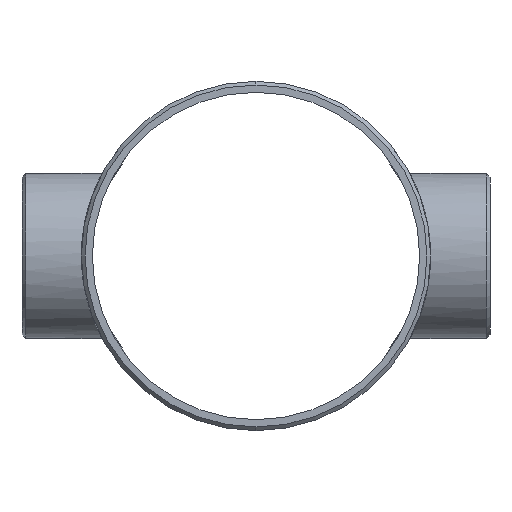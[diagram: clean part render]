
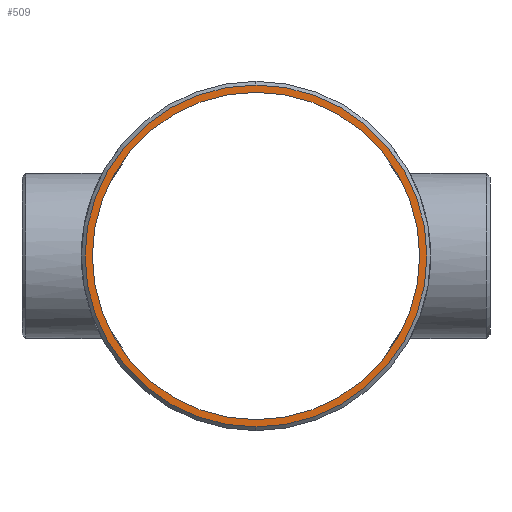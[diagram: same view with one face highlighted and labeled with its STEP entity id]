
A CAD part, left-side view. The second image highlights one B-rep face of the part: STEP entity #509.
In plain terms, the highlighted planar face has unit normal (-1, 0, 0).
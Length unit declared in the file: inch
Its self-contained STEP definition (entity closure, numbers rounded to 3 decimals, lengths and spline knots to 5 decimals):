
#48 = DIRECTION ( 'NONE',  ( 0., 0., 1. ) ) ;
#66 = EDGE_LOOP ( 'NONE', ( #925, #1053 ) ) ;
#123 = CIRCLE ( 'NONE', #443, 6.854 ) ;
#184 = FACE_BOUND ( 'NONE', #661, .T. ) ;
#209 = DIRECTION ( 'NONE',  ( 0., 0., 1. ) ) ;
#278 = DIRECTION ( 'NONE',  ( 1., 0., 0. ) ) ;
#312 = VERTEX_POINT ( 'NONE', #998 ) ;
#355 = AXIS2_PLACEMENT_3D ( 'NONE', #523, #649, #846 ) ;
#418 = CARTESIAN_POINT ( 'NONE',  ( -11., 0., 0. ) ) ;
#443 = AXIS2_PLACEMENT_3D ( 'NONE', #1350, #712, #48 ) ;
#509 = ADVANCED_FACE ( 'NONE', ( #639, #184 ), #1150, .T. ) ;
#523 = CARTESIAN_POINT ( 'NONE',  ( -11., 0., 0. ) ) ;
#537 = CIRCLE ( 'NONE', #1094, 6.562 ) ;
#551 = VERTEX_POINT ( 'NONE', #1401 ) ;
#616 = DIRECTION ( 'NONE',  ( 0., 0., -1. ) ) ;
#638 = ORIENTED_EDGE ( 'NONE', *, *, #791, .T. ) ;
#639 = FACE_OUTER_BOUND ( 'NONE', #66, .T. ) ;
#649 = DIRECTION ( 'NONE',  ( -1., 0., 0. ) ) ;
#661 = EDGE_LOOP ( 'NONE', ( #638, #723 ) ) ;
#712 = DIRECTION ( 'NONE',  ( -1., 0., 0. ) ) ;
#720 = CARTESIAN_POINT ( 'NONE',  ( -11., 0., 0. ) ) ;
#723 = ORIENTED_EDGE ( 'NONE', *, *, #1156, .T. ) ;
#791 = EDGE_CURVE ( 'NONE', #811, #840, #902, .T. ) ;
#811 = VERTEX_POINT ( 'NONE', #903 ) ;
#839 = DIRECTION ( 'NONE',  ( 1., 0., 0. ) ) ;
#840 = VERTEX_POINT ( 'NONE', #908 ) ;
#846 = DIRECTION ( 'NONE',  ( 0., 0., 1. ) ) ;
#850 = EDGE_CURVE ( 'NONE', #551, #312, #123, .T. ) ;
#902 = CIRCLE ( 'NONE', #1259, 6.562 ) ;
#903 = CARTESIAN_POINT ( 'NONE',  ( -11., 0., 6.562 ) ) ;
#908 = CARTESIAN_POINT ( 'NONE',  ( -11., 0., -6.562 ) ) ;
#925 = ORIENTED_EDGE ( 'NONE', *, *, #850, .T. ) ;
#945 = DIRECTION ( 'NONE',  ( -1., 0., 0. ) ) ;
#946 = CIRCLE ( 'NONE', #355, 6.854 ) ;
#954 = AXIS2_PLACEMENT_3D ( 'NONE', #418, #945, #616 ) ;
#998 = CARTESIAN_POINT ( 'NONE',  ( -11., 0., 6.854 ) ) ;
#1002 = DIRECTION ( 'NONE',  ( 0., 0., 1. ) ) ;
#1051 = EDGE_CURVE ( 'NONE', #312, #551, #946, .T. ) ;
#1053 = ORIENTED_EDGE ( 'NONE', *, *, #1051, .T. ) ;
#1094 = AXIS2_PLACEMENT_3D ( 'NONE', #1271, #839, #209 ) ;
#1150 = PLANE ( 'NONE',  #954 ) ;
#1156 = EDGE_CURVE ( 'NONE', #840, #811, #537, .T. ) ;
#1259 = AXIS2_PLACEMENT_3D ( 'NONE', #720, #278, #1002 ) ;
#1271 = CARTESIAN_POINT ( 'NONE',  ( -11., 0., 0. ) ) ;
#1350 = CARTESIAN_POINT ( 'NONE',  ( -11., 0., 0. ) ) ;
#1401 = CARTESIAN_POINT ( 'NONE',  ( -11., 0., -6.854 ) ) ;
